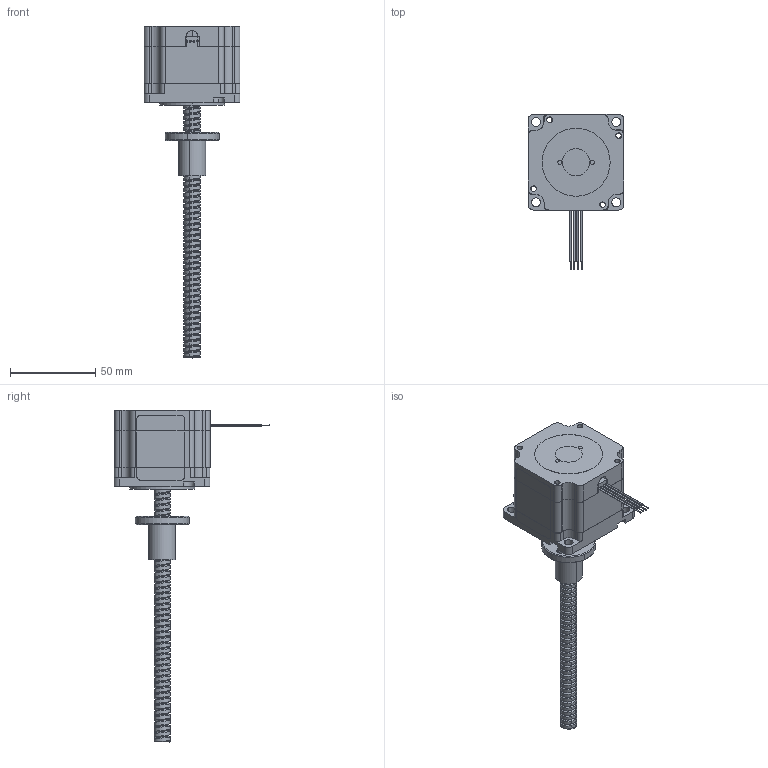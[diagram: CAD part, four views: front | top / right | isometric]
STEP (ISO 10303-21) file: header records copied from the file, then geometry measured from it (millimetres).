
FILE_DESCRIPTION (( 'STEP AP214' ), '1' );
FILE_NAME ('23E21-150.STEP', '2023-03-07T07:55:47', ( '' ), ( '' ), 'SwSTEP 2.0', 'SolidWorks 2022', '' );
FILE_SCHEMA (( 'AUTOMOTIVE_DESIGN' ));
Length unit declared in the file: millimetre
Products named in the file (10): 57单厚标签.STP; 23E21-150.STP; 06-019-2.STP; 01-011.STP; 01-012(后盖).STP; 06-009.STP; 零件1.STP; 23E21-150; 57铭牌.STP; 02-026.STP
Assembly tree (9 placements, depth 3):
  23E21-150
    23E21-150.STP
      02-026.STP
      01-011.STP
      06-009.STP
      零件1.STP
      06-019-2.STP
      01-012(后盖).STP
      57铭牌.STP
      57单厚标签.STP
Bounding box: 56.3 x 91.3 x 195.05 mm (x, y, z)
Volume: 77482.9 mm3; surface area: 62771.6 mm2
Topology: 8 solids, 10 shells, 1058 faces, 3039 edges, 2017 vertices
Faces by surface type: cylinder 744, plane 289, cone 20, bspline 5
Entity records: 45083 total; most frequent: CARTESIAN_POINT 16979, ORIENTED_EDGE 6078, DIRECTION 5831, EDGE_CURVE 3039, AXIS2_PLACEMENT_3D 2180, VERTEX_POINT 2017, VECTOR 1471, LINE 1471
